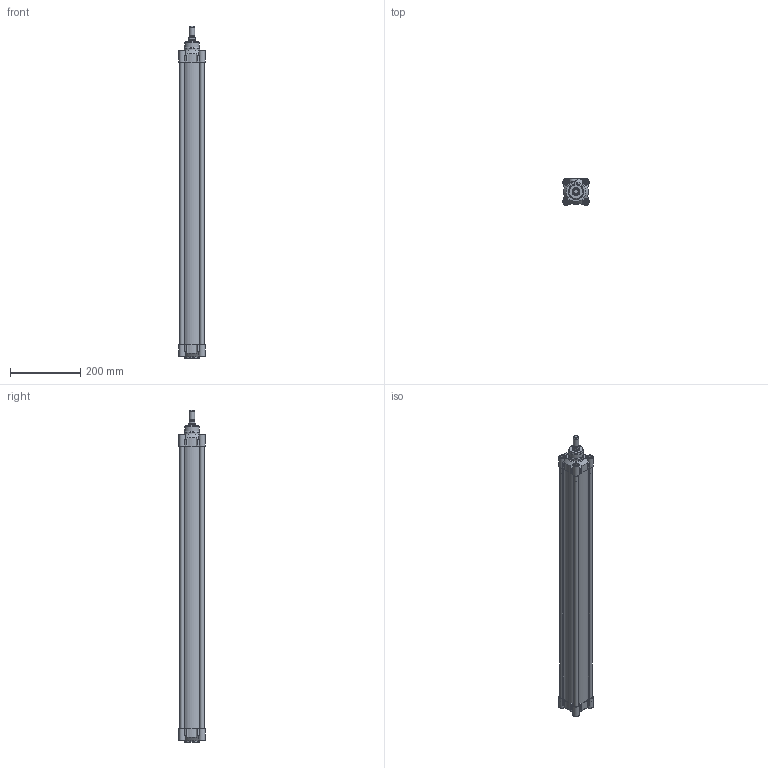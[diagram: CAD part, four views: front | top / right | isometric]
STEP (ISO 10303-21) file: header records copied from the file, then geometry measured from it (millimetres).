
FILE_DESCRIPTION((''),'2;1');
FILE_NAME('HDM063.750.GS.M.stp','2012-09-14T14:19:24',('Administrator'),(''),'Autodesk Inventor 2012','Autodesk Inventor 2012','');
FILE_SCHEMA(('CONFIG_CONTROL_DESIGN'));
Length unit declared in the file: millimetre
Products named in the file (1): HDM063.750.GS.M
Bounding box: 75 x 75 x 944 mm (x, y, z)
Volume: 1042137.9 mm3; surface area: 604830.2 mm2
Topology: 2 solids, 10 shells, 726 faces, 1832 edges, 1196 vertices
Faces by surface type: plane 293, cylinder 167, bspline 154, cone 71, torus 41
Full cylindrical faces by diameter (mm): 4.8 x2, 5.25 x2, 6.647 x8, 8 x8, 8.3 x6, 9.8 x4, 9.9 x2, 10 x4, 12 x2, 13 x8, 13.3 x8, 13.5 x1, 14.95 x2, 16 x1, 19.5 x1, 20 x3, 20.5 x1, 42 x1, 45 x2, 63 x1
Entity records: 23027 total; most frequent: CARTESIAN_POINT 6672, ORIENTED_EDGE 3276, DIRECTION 2733, EDGE_CURVE 1638, VERTEX_POINT 1159, AXIS2_PLACEMENT_3D 965, EDGE_LOOP 961, VECTOR 803
